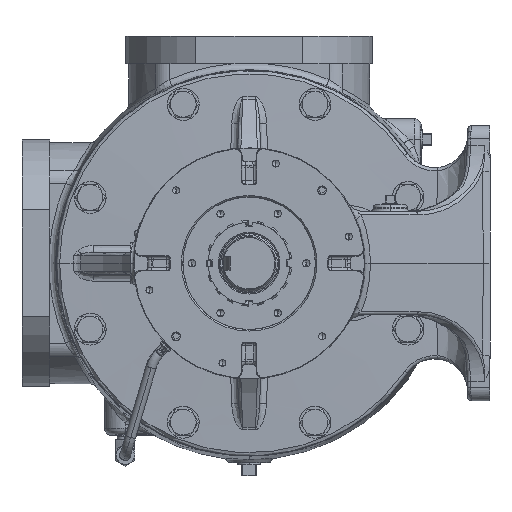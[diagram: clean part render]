
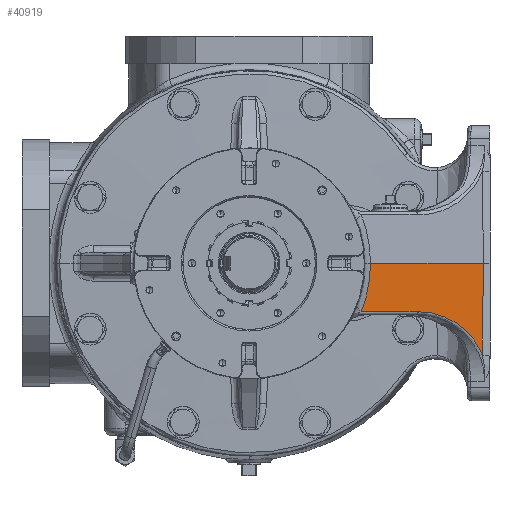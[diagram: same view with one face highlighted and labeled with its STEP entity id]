
A CAD part, left-side view. The second image highlights one B-rep face of the part: STEP entity #40919.
In plain terms, the highlighted planar face has unit normal (-0.707, -0.707, -0.035).
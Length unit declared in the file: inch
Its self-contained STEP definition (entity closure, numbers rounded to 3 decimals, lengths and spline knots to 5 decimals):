
#2283 = CARTESIAN_POINT ( 'NONE',  ( -10.03212, -7.21488, -1.75919 ) ) ;
#2611 = LINE ( 'NONE', #142824, #23764 ) ;
#5205 = CARTESIAN_POINT ( 'NONE',  ( -12.92396, -4.40992, 0. ) ) ;
#8274 =( BOUNDED_CURVE ( )  B_SPLINE_CURVE ( 3, ( #158339, #29465, #86865, #21819 ),
 .UNSPECIFIED., .F., .F. ) 
 B_SPLINE_CURVE_WITH_KNOTS ( ( 4, 4 ),
 ( 3.09755, 3.46203 ),
 .UNSPECIFIED. ) 
 CURVE ( )  GEOMETRIC_REPRESENTATION_ITEM ( )  RATIONAL_B_SPLINE_CURVE ( ( 1., 0.989, 0.989, 1. ) ) 
 REPRESENTATION_ITEM ( '' )  );
#13094 = VECTOR ( 'NONE', #75077, 39.37008 ) ;
#14713 = CARTESIAN_POINT ( 'NONE',  ( -8.82096, -8.51292, 0. ) ) ;
#21819 = CARTESIAN_POINT ( 'NONE',  ( -13.17092, -4.07608, -1.75919 ) ) ;
#23764 = VECTOR ( 'NONE', #157850, 39.37008 ) ;
#24370 = ORIENTED_EDGE ( 'NONE', *, *, #145753, .T. ) ;
#25465 = FACE_OUTER_BOUND ( 'NONE', #72823, .T. ) ;
#27009 = CARTESIAN_POINT ( 'NONE',  ( -11.10815, -6.13885, -1.75919 ) ) ;
#29023 = LINE ( 'NONE', #85490, #13094 ) ;
#29465 = CARTESIAN_POINT ( 'NONE',  ( -12.89735, -4.40673, -0.60352 ) ) ;
#40789 = EDGE_CURVE ( 'NONE', #71198, #145233, #76372, .T. ) ;
#40919 = ADVANCED_FACE ( 'Defeatured_0_2533', ( #25465 ), #123315, .T. ) ;
#42816 = EDGE_CURVE ( 'NONE', #118858, #113068, #8274, .T. ) ;
#61284 = ORIENTED_EDGE ( 'NONE', *, *, #42816, .T. ) ;
#61505 = CARTESIAN_POINT ( 'NONE',  ( -9.13254, -8.08531, -2.3496 ) ) ;
#71198 = VERTEX_POINT ( 'NONE', #119093 ) ;
#72823 = EDGE_LOOP ( 'NONE', ( #132371, #147994, #165916, #61284, #24370 ) ) ;
#72858 = CARTESIAN_POINT ( 'NONE',  ( -11.10815, -6.13885, -1.75919 ) ) ;
#74953 = VERTEX_POINT ( 'NONE', #27009 ) ;
#75077 = DIRECTION ( 'NONE',  ( 0.707, -0.707, 0. ) ) ;
#76372 = LINE ( 'NONE', #93247, #105664 ) ;
#85490 = CARTESIAN_POINT ( 'NONE',  ( -8.58388, -8.75, 0. ) ) ;
#86865 = CARTESIAN_POINT ( 'NONE',  ( -12.98059, -4.2942, -1.19646 ) ) ;
#93247 = CARTESIAN_POINT ( 'NONE',  ( -8.82086, -8.51288, -0.00299 ) ) ;
#95092 = DIRECTION ( 'NONE',  ( 0.707, -0.707, 0. ) ) ;
#105664 = VECTOR ( 'NONE', #120536, 39.37008 ) ;
#111317 = EDGE_CURVE ( 'NONE', #74953, #71198, #147250, .T. ) ;
#113068 = VERTEX_POINT ( 'NONE', #182274 ) ;
#118858 = VERTEX_POINT ( 'NONE', #5205 ) ;
#119093 = CARTESIAN_POINT ( 'NONE',  ( -8.70444, -8.46466, -3.3368 ) ) ;
#120536 = DIRECTION ( 'NONE',  ( -0.035, -0.014, 0.999 ) ) ;
#123315 = PLANE ( 'NONE',  #168806 ) ;
#126111 = DIRECTION ( 'NONE',  ( -0.707, -0.707, -0.035 ) ) ;
#127541 = EDGE_CURVE ( 'NONE', #118858, #145233, #29023, .T. ) ;
#132371 = ORIENTED_EDGE ( 'NONE', *, *, #111317, .T. ) ;
#142824 = CARTESIAN_POINT ( 'NONE',  ( -11.02621, -6.2208, -1.75919 ) ) ;
#145233 = VERTEX_POINT ( 'NONE', #14713 ) ;
#145753 = EDGE_CURVE ( 'NONE', #113068, #74953, #2611, .T. ) ;
#147250 =( BOUNDED_CURVE ( )  B_SPLINE_CURVE ( 3, ( #72858, #2283, #61505, #159365 ),
 .UNSPECIFIED., .F., .F. ) 
 B_SPLINE_CURVE_WITH_KNOTS ( ( 4, 4 ),
 ( 1.62014, 2.78176 ),
 .UNSPECIFIED. ) 
 CURVE ( )  GEOMETRIC_REPRESENTATION_ITEM ( )  RATIONAL_B_SPLINE_CURVE ( ( 1., 0.891, 0.891, 1. ) ) 
 REPRESENTATION_ITEM ( '' )  );
#147994 = ORIENTED_EDGE ( 'NONE', *, *, #40789, .T. ) ;
#157850 = DIRECTION ( 'NONE',  ( 0.707, -0.707, 0. ) ) ;
#158339 = CARTESIAN_POINT ( 'NONE',  ( -12.92396, -4.40992, 0. ) ) ;
#159365 = CARTESIAN_POINT ( 'NONE',  ( -8.70444, -8.46466, -3.3368 ) ) ;
#165916 = ORIENTED_EDGE ( 'NONE', *, *, #127541, .F. ) ;
#168806 = AXIS2_PLACEMENT_3D ( 'NONE', #180682, #126111, #95092 ) ;
#180682 = CARTESIAN_POINT ( 'NONE',  ( -8.58388, -8.75, 0. ) ) ;
#182274 = CARTESIAN_POINT ( 'NONE',  ( -13.17092, -4.07608, -1.75919 ) ) ;
